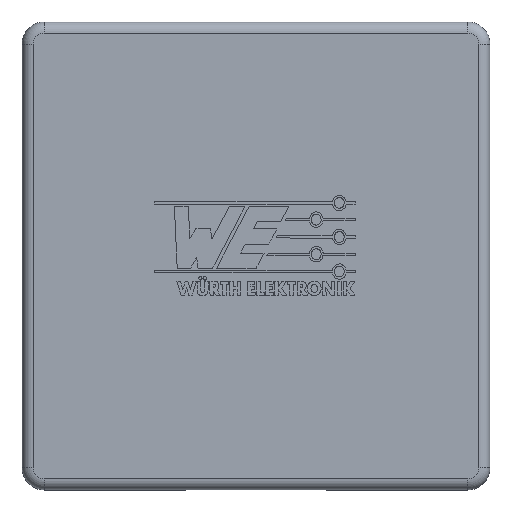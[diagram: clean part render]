
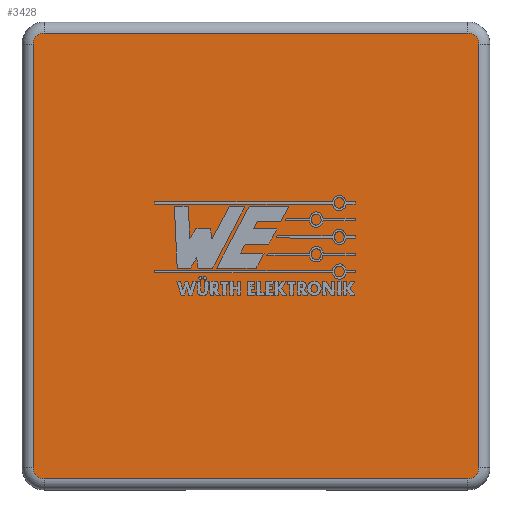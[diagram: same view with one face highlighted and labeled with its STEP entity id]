
A CAD part, top view. The second image highlights one B-rep face of the part: STEP entity #3428.
In plain terms, the highlighted planar face has unit normal (0, 0, 1).
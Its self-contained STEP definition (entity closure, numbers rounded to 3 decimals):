
#328 = CARTESIAN_POINT ( 'NONE',  ( 5.05, 4.8, 1.8 ) ) ;
#629 = ORIENTED_EDGE ( 'NONE', *, *, #17598, .T. ) ;
#1633 = DIRECTION ( 'NONE',  ( 1., 0., 0. ) ) ;
#1671 = EDGE_CURVE ( 'NONE', #1893, #12491, #14791, .T. ) ;
#1702 = DIRECTION ( 'NONE',  ( 0., 1., 0. ) ) ;
#1740 = CARTESIAN_POINT ( 'NONE',  ( -5.05, -4.8, 1.8 ) ) ;
#1828 = DIRECTION ( 'NONE',  ( 1., 0., 0. ) ) ;
#1893 = VERTEX_POINT ( 'NONE', #6048 ) ;
#1946 = EDGE_LOOP ( 'NONE', ( #8914, #11687, #629, #11855, #3762, #12828, #5109, #13923 ) ) ;
#2557 = LINE ( 'NONE', #8462, #6669 ) ;
#3369 = CARTESIAN_POINT ( 'NONE',  ( 4.8, 4.8, 1.8 ) ) ;
#3428 = ADVANCED_FACE ( 'NONE', ( #10015 ), #10510, .T. ) ;
#3740 = CARTESIAN_POINT ( 'NONE',  ( -4.8, 4.8, 1.8 ) ) ;
#3762 = ORIENTED_EDGE ( 'NONE', *, *, #12848, .T. ) ;
#4029 = CIRCLE ( 'NONE', #14961, 0.25 ) ;
#4067 = VERTEX_POINT ( 'NONE', #6430 ) ;
#4642 = EDGE_CURVE ( 'NONE', #9099, #4067, #10746, .T. ) ;
#4731 = DIRECTION ( 'NONE',  ( 0., -1., 0. ) ) ;
#5109 = ORIENTED_EDGE ( 'NONE', *, *, #8386, .T. ) ;
#5428 = VERTEX_POINT ( 'NONE', #19188 ) ;
#5662 = DIRECTION ( 'NONE',  ( 1., 0., 0. ) ) ;
#6011 = VERTEX_POINT ( 'NONE', #17465 ) ;
#6048 = CARTESIAN_POINT ( 'NONE',  ( 5.05, 4.8, 1.8 ) ) ;
#6430 = CARTESIAN_POINT ( 'NONE',  ( -5.05, -4.8, 1.8 ) ) ;
#6669 = VECTOR ( 'NONE', #5662, 1000. ) ;
#6725 = CARTESIAN_POINT ( 'NONE',  ( -4.8, 5.05, 1.8 ) ) ;
#6776 = DIRECTION ( 'NONE',  ( 0., 0., 1. ) ) ;
#6962 = CARTESIAN_POINT ( 'NONE',  ( -4.8, -4.8, 1.8 ) ) ;
#7582 = CARTESIAN_POINT ( 'NONE',  ( -5.05, 4.8, 1.8 ) ) ;
#7897 = CARTESIAN_POINT ( 'NONE',  ( -4.8, 5.05, 1.8 ) ) ;
#8078 = VECTOR ( 'NONE', #4731, 1000. ) ;
#8386 = EDGE_CURVE ( 'NONE', #5428, #18653, #4029, .T. ) ;
#8462 = CARTESIAN_POINT ( 'NONE',  ( 4.8, -5.05, 1.8 ) ) ;
#8914 = ORIENTED_EDGE ( 'NONE', *, *, #1671, .T. ) ;
#9099 = VERTEX_POINT ( 'NONE', #7582 ) ;
#10015 = FACE_OUTER_BOUND ( 'NONE', #1946, .T. ) ;
#10510 = PLANE ( 'NONE',  #18580 ) ;
#10746 = LINE ( 'NONE', #1740, #8078 ) ;
#11177 = LINE ( 'NONE', #6725, #14512 ) ;
#11687 = ORIENTED_EDGE ( 'NONE', *, *, #18354, .T. ) ;
#11797 = CARTESIAN_POINT ( 'NONE',  ( 4.8, -4.8, 1.8 ) ) ;
#11855 = ORIENTED_EDGE ( 'NONE', *, *, #4642, .T. ) ;
#12289 = LINE ( 'NONE', #328, #17615 ) ;
#12491 = VERTEX_POINT ( 'NONE', #14104 ) ;
#12506 = DIRECTION ( 'NONE',  ( 0., 0., 1. ) ) ;
#12828 = ORIENTED_EDGE ( 'NONE', *, *, #15372, .T. ) ;
#12848 = EDGE_CURVE ( 'NONE', #4067, #6011, #17214, .T. ) ;
#13272 = DIRECTION ( 'NONE',  ( 0., 0., 1. ) ) ;
#13509 = DIRECTION ( 'NONE',  ( 0., 0., 1. ) ) ;
#13585 = CIRCLE ( 'NONE', #15444, 0.25 ) ;
#13923 = ORIENTED_EDGE ( 'NONE', *, *, #16601, .T. ) ;
#14104 = CARTESIAN_POINT ( 'NONE',  ( 4.8, 5.05, 1.8 ) ) ;
#14512 = VECTOR ( 'NONE', #15511, 1000. ) ;
#14680 = VERTEX_POINT ( 'NONE', #7897 ) ;
#14791 = CIRCLE ( 'NONE', #17289, 0.25 ) ;
#14961 = AXIS2_PLACEMENT_3D ( 'NONE', #11797, #13272, #16497 ) ;
#15178 = CARTESIAN_POINT ( 'NONE',  ( -4.8, -4.8, 1.8 ) ) ;
#15372 = EDGE_CURVE ( 'NONE', #6011, #5428, #2557, .T. ) ;
#15444 = AXIS2_PLACEMENT_3D ( 'NONE', #3740, #6776, #17305 ) ;
#15511 = DIRECTION ( 'NONE',  ( -1., 0., 0. ) ) ;
#16497 = DIRECTION ( 'NONE',  ( 1., 0., 0. ) ) ;
#16601 = EDGE_CURVE ( 'NONE', #18653, #1893, #12289, .T. ) ;
#16745 = CARTESIAN_POINT ( 'NONE',  ( 5.05, -4.8, 1.8 ) ) ;
#17214 = CIRCLE ( 'NONE', #19063, 0.25 ) ;
#17289 = AXIS2_PLACEMENT_3D ( 'NONE', #3369, #13509, #1633 ) ;
#17305 = DIRECTION ( 'NONE',  ( 1., 0., 0. ) ) ;
#17465 = CARTESIAN_POINT ( 'NONE',  ( -4.8, -5.05, 1.8 ) ) ;
#17507 = DIRECTION ( 'NONE',  ( 1., 0., 0. ) ) ;
#17598 = EDGE_CURVE ( 'NONE', #14680, #9099, #13585, .T. ) ;
#17615 = VECTOR ( 'NONE', #1702, 1000. ) ;
#18354 = EDGE_CURVE ( 'NONE', #12491, #14680, #11177, .T. ) ;
#18580 = AXIS2_PLACEMENT_3D ( 'NONE', #6962, #18851, #17507 ) ;
#18653 = VERTEX_POINT ( 'NONE', #16745 ) ;
#18851 = DIRECTION ( 'NONE',  ( 0., 0., 1. ) ) ;
#19063 = AXIS2_PLACEMENT_3D ( 'NONE', #15178, #12506, #1828 ) ;
#19188 = CARTESIAN_POINT ( 'NONE',  ( 4.8, -5.05, 1.8 ) ) ;
